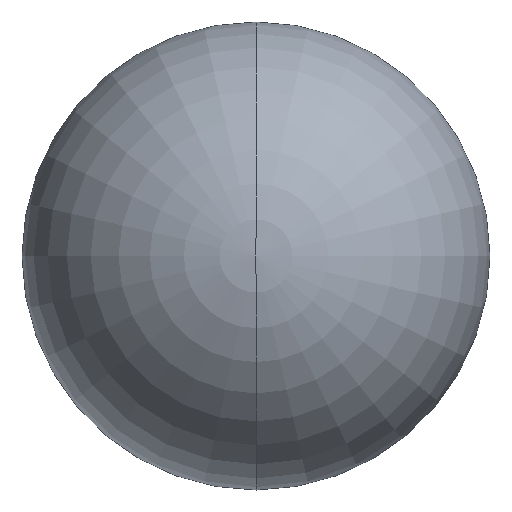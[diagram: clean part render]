
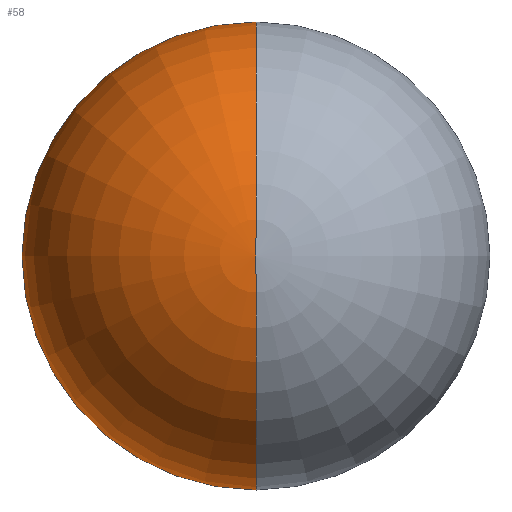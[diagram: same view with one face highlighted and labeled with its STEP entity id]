
A CAD part, left-side view. The second image highlights one B-rep face of the part: STEP entity #58.
In plain terms, the highlighted toroidal (fillet/blend) face has major radius 0.037 mm and minor radius 7.9 mm.
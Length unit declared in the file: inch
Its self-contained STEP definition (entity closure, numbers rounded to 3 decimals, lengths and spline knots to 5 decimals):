
#3 = CARTESIAN_POINT ( 'NONE',  ( 32.99023, 8.98659, 0. ) ) ;
#58 = ADVANCED_FACE ( 'NONE', ( #1187 ), #1268, .T. ) ;
#86 = CIRCLE ( 'NONE', #484, 0.31102 ) ;
#106 = CARTESIAN_POINT ( 'NONE',  ( 32.99023, 8.98659, -0.3125 ) ) ;
#116 = ORIENTED_EDGE ( 'NONE', *, *, #520, .F. ) ;
#117 = DIRECTION ( 'NONE',  ( 1., 0., 0. ) ) ;
#171 = ORIENTED_EDGE ( 'NONE', *, *, #507, .T. ) ;
#244 = DIRECTION ( 'NONE',  ( 0., 0., -1. ) ) ;
#251 = VERTEX_POINT ( 'NONE', #753 ) ;
#304 = DIRECTION ( 'NONE',  ( 0., 0., -1. ) ) ;
#393 = AXIS2_PLACEMENT_3D ( 'NONE', #3, #117, #244 ) ;
#480 = CIRCLE ( 'NONE', #393, 0.3125 ) ;
#484 = AXIS2_PLACEMENT_3D ( 'NONE', #663, #595, #584 ) ;
#499 = EDGE_CURVE ( 'NONE', #881, #1317, #480, .T. ) ;
#507 = EDGE_CURVE ( 'NONE', #251, #1317, #86, .T. ) ;
#520 = EDGE_CURVE ( 'NONE', #251, #881, #676, .T. ) ;
#547 = AXIS2_PLACEMENT_3D ( 'NONE', #862, #1079, #1283 ) ;
#584 = DIRECTION ( 'NONE',  ( 0., 0., 1. ) ) ;
#595 = DIRECTION ( 'NONE',  ( 0., 1., 0. ) ) ;
#629 = AXIS2_PLACEMENT_3D ( 'NONE', #754, #961, #304 ) ;
#649 = CARTESIAN_POINT ( 'NONE',  ( 32.99023, 8.98659, 0.3125 ) ) ;
#663 = CARTESIAN_POINT ( 'NONE',  ( 32.99023, 8.98659, 0.00148 ) ) ;
#676 = CIRCLE ( 'NONE', #547, 0.31102 ) ;
#753 = CARTESIAN_POINT ( 'NONE',  ( 32.67921, 8.98659, 0. ) ) ;
#754 = CARTESIAN_POINT ( 'NONE',  ( 32.99023, 8.98659, 0. ) ) ;
#862 = CARTESIAN_POINT ( 'NONE',  ( 32.99023, 8.98659, -0.00148 ) ) ;
#881 = VERTEX_POINT ( 'NONE', #106 ) ;
#905 = EDGE_LOOP ( 'NONE', ( #116, #171, #1114 ) ) ;
#961 = DIRECTION ( 'NONE',  ( 1., 0., 0. ) ) ;
#1079 = DIRECTION ( 'NONE',  ( 0., -1., 0. ) ) ;
#1114 = ORIENTED_EDGE ( 'NONE', *, *, #499, .F. ) ;
#1187 = FACE_OUTER_BOUND ( 'NONE', #905, .T. ) ;
#1268 = TOROIDAL_SURFACE ( 'NONE', #629, 0.00148, 0.31102 ) ;
#1283 = DIRECTION ( 'NONE',  ( 0., 0., -1. ) ) ;
#1317 = VERTEX_POINT ( 'NONE', #649 ) ;
